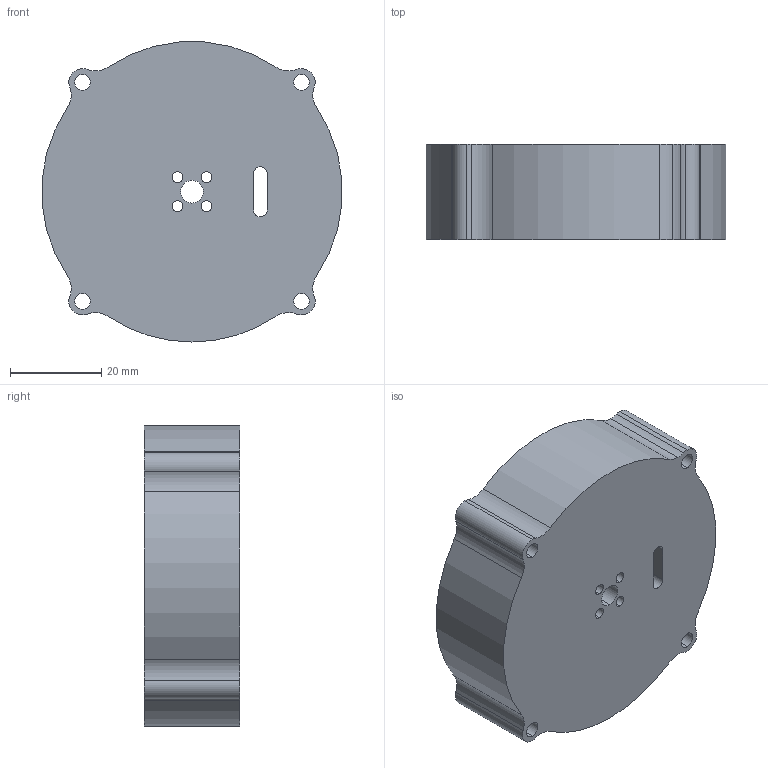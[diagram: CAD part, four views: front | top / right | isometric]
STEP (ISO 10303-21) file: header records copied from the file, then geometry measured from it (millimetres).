
FILE_DESCRIPTION (( 'STEP AP214' ), '1' );
FILE_NAME ('rev 2CaseMotorSide.STEP', '2024-04-21T20:28:32', ( '' ), ( '' ), 'SwSTEP 2.0', 'SolidWorks 2023', '' );
FILE_SCHEMA (( 'AUTOMOTIVE_DESIGN' ));
Length unit declared in the file: millimetre
Products named in the file (1): rev 2CaseMotorSide
Bounding box: 65.76 x 20.88 x 65.88 mm (x, y, z)
Volume: 21408.9 mm3; surface area: 15948.2 mm2
Topology: 1 solids, 1 shells, 49 faces, 138 edges, 92 vertices
Faces by surface type: cylinder 44, plane 5
Entity records: 1703 total; most frequent: DIRECTION 326, CARTESIAN_POINT 280, ORIENTED_EDGE 276, EDGE_CURVE 138, AXIS2_PLACEMENT_3D 138, VERTEX_POINT 92, CIRCLE 88, EDGE_LOOP 70
